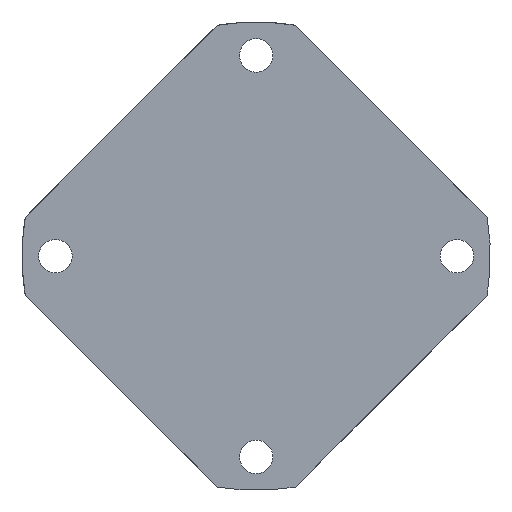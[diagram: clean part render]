
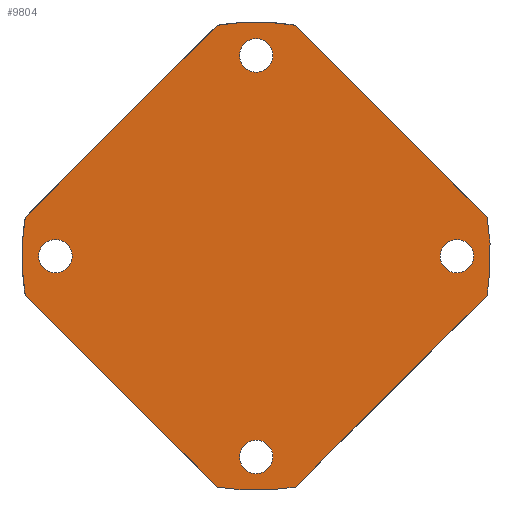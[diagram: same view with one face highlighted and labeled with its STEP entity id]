
A CAD part, front view. The second image highlights one B-rep face of the part: STEP entity #9804.
In plain terms, the highlighted planar face has unit normal (0, -1, 0).
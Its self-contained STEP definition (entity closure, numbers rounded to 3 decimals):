
#8906=CARTESIAN_POINT('',(0.,-13.7,0.));
#8907=DIRECTION('',(0.,-1.,0.));
#8908=DIRECTION('',(0.986,0.,-0.167));
#8909=AXIS2_PLACEMENT_3D('',#8906,#8907,#8908);
#8911=DIRECTION('',(0.707,0.,0.707));
#8912=VECTOR('',#8911,24.333);
#8913=CARTESIAN_POINT('',(3.5,-13.7,-20.706));
#8914=LINE('',#8913,#8912);
#8915=CARTESIAN_POINT('',(0.,-13.7,0.));
#8916=DIRECTION('',(0.,-1.,0.));
#8917=DIRECTION('',(-0.167,0.,-0.986));
#8918=AXIS2_PLACEMENT_3D('',#8915,#8916,#8917);
#8920=DIRECTION('',(0.707,0.,-0.707));
#8921=VECTOR('',#8920,24.333);
#8922=CARTESIAN_POINT('',(-20.706,-13.7,-3.5));
#8923=LINE('',#8922,#8921);
#8924=CARTESIAN_POINT('',(0.,-13.7,0.));
#8925=DIRECTION('',(0.,-1.,0.));
#8926=DIRECTION('',(-0.986,0.,0.167));
#8927=AXIS2_PLACEMENT_3D('',#8924,#8925,#8926);
#8929=DIRECTION('',(-0.707,0.,-0.707));
#8930=VECTOR('',#8929,24.333);
#8931=CARTESIAN_POINT('',(-3.5,-13.7,20.706));
#8932=LINE('',#8931,#8930);
#8933=CARTESIAN_POINT('',(0.,-13.7,0.));
#8934=DIRECTION('',(0.,-1.,0.));
#8935=DIRECTION('',(0.167,0.,0.986));
#8936=AXIS2_PLACEMENT_3D('',#8933,#8934,#8935);
#8938=DIRECTION('',(-0.707,0.,0.707));
#8939=VECTOR('',#8938,24.333);
#8940=CARTESIAN_POINT('',(20.706,-13.7,3.5));
#8941=LINE('',#8940,#8939);
#8942=CARTESIAN_POINT('',(18.,-13.7,0.));
#8943=DIRECTION('',(0.,1.,0.));
#8944=DIRECTION('',(-1.,0.,0.));
#8945=AXIS2_PLACEMENT_3D('',#8942,#8943,#8944);
#8947=CARTESIAN_POINT('',(18.,-13.7,0.));
#8948=DIRECTION('',(0.,1.,0.));
#8949=DIRECTION('',(1.,0.,0.));
#8950=AXIS2_PLACEMENT_3D('',#8947,#8948,#8949);
#8952=CARTESIAN_POINT('',(0.,-13.7,18.));
#8953=DIRECTION('',(0.,1.,0.));
#8954=DIRECTION('',(-1.,0.,0.));
#8955=AXIS2_PLACEMENT_3D('',#8952,#8953,#8954);
#8957=CARTESIAN_POINT('',(0.,-13.7,18.));
#8958=DIRECTION('',(0.,1.,0.));
#8959=DIRECTION('',(1.,0.,0.));
#8960=AXIS2_PLACEMENT_3D('',#8957,#8958,#8959);
#8962=CARTESIAN_POINT('',(-18.,-13.7,0.));
#8963=DIRECTION('',(0.,1.,0.));
#8964=DIRECTION('',(-1.,0.,0.));
#8965=AXIS2_PLACEMENT_3D('',#8962,#8963,#8964);
#8967=CARTESIAN_POINT('',(-18.,-13.7,0.));
#8968=DIRECTION('',(0.,1.,0.));
#8969=DIRECTION('',(1.,0.,0.));
#8970=AXIS2_PLACEMENT_3D('',#8967,#8968,#8969);
#8972=CARTESIAN_POINT('',(0.,-13.7,-18.));
#8973=DIRECTION('',(0.,1.,0.));
#8974=DIRECTION('',(-1.,0.,0.));
#8975=AXIS2_PLACEMENT_3D('',#8972,#8973,#8974);
#8977=CARTESIAN_POINT('',(0.,-13.7,-18.));
#8978=DIRECTION('',(0.,1.,0.));
#8979=DIRECTION('',(1.,0.,0.));
#8980=AXIS2_PLACEMENT_3D('',#8977,#8978,#8979);
#9059=CARTESIAN_POINT('',(20.706,-13.7,-3.5));
#9060=CARTESIAN_POINT('',(20.706,-13.7,3.5));
#9061=VERTEX_POINT('',#9059);
#9062=VERTEX_POINT('',#9060);
#9063=CARTESIAN_POINT('',(3.5,-13.7,20.706));
#9064=VERTEX_POINT('',#9063);
#9065=CARTESIAN_POINT('',(-3.5,-13.7,20.706));
#9066=VERTEX_POINT('',#9065);
#9067=CARTESIAN_POINT('',(-20.706,-13.7,3.5));
#9068=VERTEX_POINT('',#9067);
#9069=CARTESIAN_POINT('',(-20.706,-13.7,-3.5));
#9070=VERTEX_POINT('',#9069);
#9071=CARTESIAN_POINT('',(-3.5,-13.7,-20.706));
#9072=VERTEX_POINT('',#9071);
#9073=CARTESIAN_POINT('',(3.5,-13.7,-20.706));
#9074=VERTEX_POINT('',#9073);
#9211=CARTESIAN_POINT('',(16.5,-13.7,0.));
#9212=VERTEX_POINT('',#9211);
#9213=CARTESIAN_POINT('',(19.5,-13.7,0.));
#9214=VERTEX_POINT('',#9213);
#9215=CARTESIAN_POINT('',(-1.5,-13.7,18.));
#9216=VERTEX_POINT('',#9215);
#9217=CARTESIAN_POINT('',(1.5,-13.7,18.));
#9218=VERTEX_POINT('',#9217);
#9219=CARTESIAN_POINT('',(-19.5,-13.7,0.));
#9220=VERTEX_POINT('',#9219);
#9221=CARTESIAN_POINT('',(-16.5,-13.7,0.));
#9222=VERTEX_POINT('',#9221);
#9223=CARTESIAN_POINT('',(-1.5,-13.7,-18.));
#9224=VERTEX_POINT('',#9223);
#9225=CARTESIAN_POINT('',(1.5,-13.7,-18.));
#9226=VERTEX_POINT('',#9225);
#9762=CARTESIAN_POINT('',(0.,-13.7,0.));
#9763=DIRECTION('',(0.,-1.,0.));
#9764=DIRECTION('',(-1.,0.,0.));
#9765=AXIS2_PLACEMENT_3D('',#9762,#9763,#9764);
#9766=PLANE('',#9765);
#9767=ORIENTED_EDGE('',*,*,#9755,.F.);
#9768=ORIENTED_EDGE('',*,*,#9450,.F.);
#9770=ORIENTED_EDGE('',*,*,#9769,.F.);
#9771=ORIENTED_EDGE('',*,*,#9542,.F.);
#9773=ORIENTED_EDGE('',*,*,#9772,.F.);
#9774=ORIENTED_EDGE('',*,*,#9634,.F.);
#9776=ORIENTED_EDGE('',*,*,#9775,.F.);
#9777=ORIENTED_EDGE('',*,*,#9358,.F.);
#9778=EDGE_LOOP('',(#9767,#9768,#9770,#9771,#9773,#9774,#9776,#9777));
#9779=FACE_OUTER_BOUND('',#9778,.F.);
#9781=ORIENTED_EDGE('',*,*,#9780,.F.);
#9783=ORIENTED_EDGE('',*,*,#9782,.F.);
#9784=EDGE_LOOP('',(#9781,#9783));
#9785=FACE_BOUND('',#9784,.F.);
#9787=ORIENTED_EDGE('',*,*,#9786,.F.);
#9789=ORIENTED_EDGE('',*,*,#9788,.F.);
#9790=EDGE_LOOP('',(#9787,#9789));
#9791=FACE_BOUND('',#9790,.F.);
#9793=ORIENTED_EDGE('',*,*,#9792,.F.);
#9795=ORIENTED_EDGE('',*,*,#9794,.F.);
#9796=EDGE_LOOP('',(#9793,#9795));
#9797=FACE_BOUND('',#9796,.F.);
#9799=ORIENTED_EDGE('',*,*,#9798,.F.);
#9801=ORIENTED_EDGE('',*,*,#9800,.F.);
#9802=EDGE_LOOP('',(#9799,#9801));
#9803=FACE_BOUND('',#9802,.F.);
#9804=ADVANCED_FACE('',(#9779,#9785,#9791,#9797,#9803),#9766,.T.);
#8910=CIRCLE('',#8909,21.);
#8919=CIRCLE('',#8918,21.);
#8928=CIRCLE('',#8927,21.);
#8937=CIRCLE('',#8936,21.);
#8946=CIRCLE('',#8945,1.5);
#8951=CIRCLE('',#8950,1.5);
#8956=CIRCLE('',#8955,1.5);
#8961=CIRCLE('',#8960,1.5);
#8966=CIRCLE('',#8965,1.5);
#8971=CIRCLE('',#8970,1.5);
#8976=CIRCLE('',#8975,1.5);
#8981=CIRCLE('',#8980,1.5);
#9358=EDGE_CURVE('',#9062,#9064,#8941,.T.);
#9450=EDGE_CURVE('',#9074,#9061,#8914,.T.);
#9542=EDGE_CURVE('',#9070,#9072,#8923,.T.);
#9634=EDGE_CURVE('',#9066,#9068,#8932,.T.);
#9755=EDGE_CURVE('',#9061,#9062,#8910,.T.);
#9769=EDGE_CURVE('',#9072,#9074,#8919,.T.);
#9772=EDGE_CURVE('',#9068,#9070,#8928,.T.);
#9775=EDGE_CURVE('',#9064,#9066,#8937,.T.);
#9780=EDGE_CURVE('',#9212,#9214,#8946,.T.);
#9782=EDGE_CURVE('',#9214,#9212,#8951,.T.);
#9786=EDGE_CURVE('',#9216,#9218,#8956,.T.);
#9788=EDGE_CURVE('',#9218,#9216,#8961,.T.);
#9792=EDGE_CURVE('',#9220,#9222,#8966,.T.);
#9794=EDGE_CURVE('',#9222,#9220,#8971,.T.);
#9798=EDGE_CURVE('',#9224,#9226,#8976,.T.);
#9800=EDGE_CURVE('',#9226,#9224,#8981,.T.);
